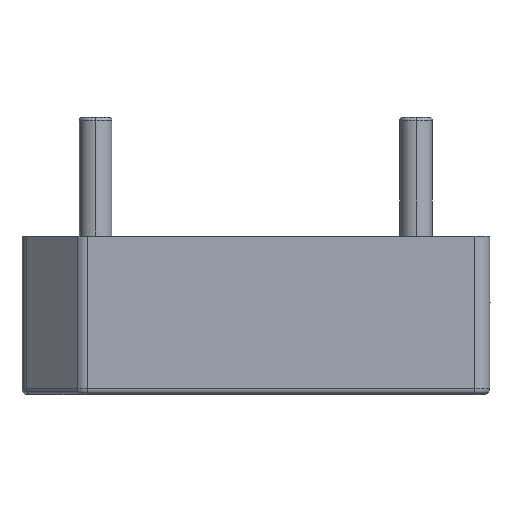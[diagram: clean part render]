
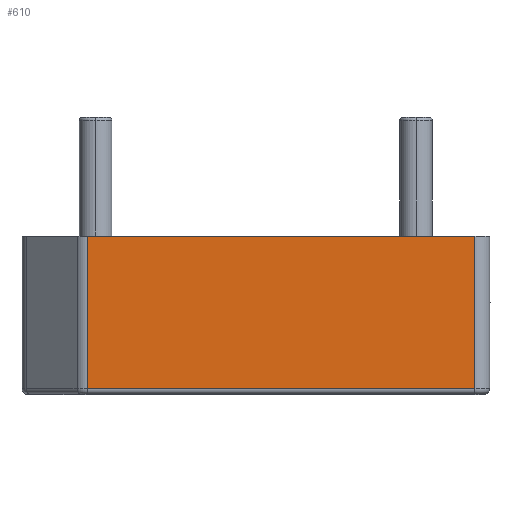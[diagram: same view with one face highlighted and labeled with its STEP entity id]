
A CAD part, left-side view. The second image highlights one B-rep face of the part: STEP entity #610.
In plain terms, the highlighted planar face has unit normal (-1, 0, 0).
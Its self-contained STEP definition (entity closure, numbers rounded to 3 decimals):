
#610 = ADVANCED_FACE ( 'NONE', ( #18396 ), #24035, .F. ) ;
#1136 = VERTEX_POINT ( 'NONE', #18858 ) ;
#1255 = CARTESIAN_POINT ( 'NONE',  ( -7.875, 5.668, 5.33 ) ) ;
#2141 = EDGE_LOOP ( 'NONE', ( #26544, #7069, #11616, #15988 ) ) ;
#3440 = DIRECTION ( 'NONE',  ( 1., 0., 0. ) ) ;
#3649 = EDGE_CURVE ( 'NONE', #5100, #10182, #14251, .T. ) ;
#3856 = EDGE_CURVE ( 'NONE', #1136, #5100, #23446, .T. ) ;
#5100 = VERTEX_POINT ( 'NONE', #11359 ) ;
#5596 = CARTESIAN_POINT ( 'NONE',  ( -7.875, -7.375, 0.2 ) ) ;
#5658 = DIRECTION ( 'NONE',  ( 0., 1., 0. ) ) ;
#7069 = ORIENTED_EDGE ( 'NONE', *, *, #3856, .T. ) ;
#9958 = CARTESIAN_POINT ( 'NONE',  ( -7.875, 5.668, 5.33 ) ) ;
#10182 = VERTEX_POINT ( 'NONE', #12417 ) ;
#11359 = CARTESIAN_POINT ( 'NONE',  ( -7.875, 5.668, 5.32 ) ) ;
#11616 = ORIENTED_EDGE ( 'NONE', *, *, #3649, .T. ) ;
#11837 = VECTOR ( 'NONE', #28263, 1000. ) ;
#12417 = CARTESIAN_POINT ( 'NONE',  ( -7.875, 5.668, 0.2 ) ) ;
#12469 = EDGE_CURVE ( 'NONE', #10182, #23685, #27308, .T. ) ;
#13030 = CARTESIAN_POINT ( 'NONE',  ( -7.875, 5.668, 5.32 ) ) ;
#14251 = LINE ( 'NONE', #9958, #25862 ) ;
#15698 = LINE ( 'NONE', #22974, #21476 ) ;
#15988 = ORIENTED_EDGE ( 'NONE', *, *, #12469, .T. ) ;
#18396 = FACE_OUTER_BOUND ( 'NONE', #2141, .T. ) ;
#18858 = CARTESIAN_POINT ( 'NONE',  ( -7.875, -7.375, 5.32 ) ) ;
#19962 = AXIS2_PLACEMENT_3D ( 'NONE', #1255, #3440, #5658 ) ;
#20789 = DIRECTION ( 'NONE',  ( 0., -1., 0. ) ) ;
#21476 = VECTOR ( 'NONE', #27081, 1000. ) ;
#22974 = CARTESIAN_POINT ( 'NONE',  ( -7.875, -7.375, 5.33 ) ) ;
#23446 = LINE ( 'NONE', #13030, #11837 ) ;
#23589 = EDGE_CURVE ( 'NONE', #1136, #23685, #15698, .T. ) ;
#23685 = VERTEX_POINT ( 'NONE', #28067 ) ;
#24035 = PLANE ( 'NONE',  #19962 ) ;
#25243 = DIRECTION ( 'NONE',  ( 0., 0., -1. ) ) ;
#25862 = VECTOR ( 'NONE', #25243, 1000. ) ;
#26544 = ORIENTED_EDGE ( 'NONE', *, *, #23589, .F. ) ;
#26610 = VECTOR ( 'NONE', #20789, 1000. ) ;
#27081 = DIRECTION ( 'NONE',  ( 0., 0., -1. ) ) ;
#27308 = LINE ( 'NONE', #5596, #26610 ) ;
#28067 = CARTESIAN_POINT ( 'NONE',  ( -7.875, -7.375, 0.2 ) ) ;
#28263 = DIRECTION ( 'NONE',  ( 0., 1., 0. ) ) ;
